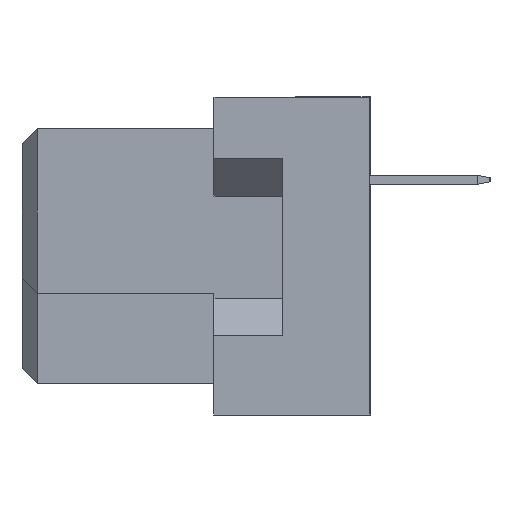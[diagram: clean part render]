
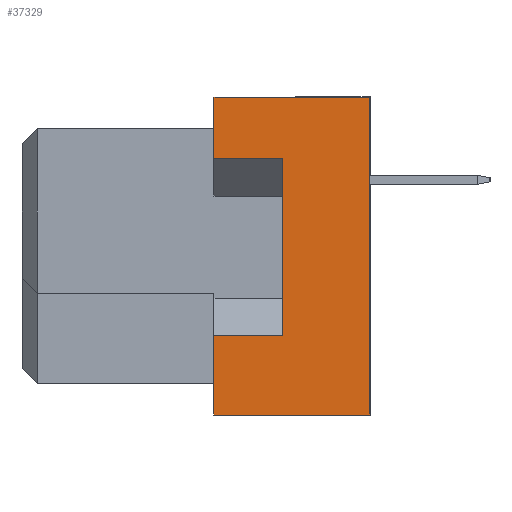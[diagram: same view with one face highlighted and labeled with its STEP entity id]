
A CAD part, left-side view. The second image highlights one B-rep face of the part: STEP entity #37329.
In plain terms, the highlighted planar face has unit normal (-1, 0, 0).
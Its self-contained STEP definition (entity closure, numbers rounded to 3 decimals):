
#532 = DIRECTION ( 'NONE',  ( -1., 0., 0. ) ) ;
#597 = VERTEX_POINT ( 'NONE', #32960 ) ;
#683 = ORIENTED_EDGE ( 'NONE', *, *, #30342, .T. ) ;
#1340 = VECTOR ( 'NONE', #27364, 1000. ) ;
#2885 = FACE_OUTER_BOUND ( 'NONE', #35069, .T. ) ;
#3664 = DIRECTION ( 'NONE',  ( 0., 0., 1. ) ) ;
#4094 = VECTOR ( 'NONE', #35452, 1000. ) ;
#4144 = CARTESIAN_POINT ( 'NONE',  ( -47.5, -8.7, -2.65 ) ) ;
#4290 = VERTEX_POINT ( 'NONE', #9890 ) ;
#4987 = VECTOR ( 'NONE', #19161, 1000. ) ;
#5430 = VECTOR ( 'NONE', #13581, 1000. ) ;
#5686 = CARTESIAN_POINT ( 'NONE',  ( -47.5, -11.6, -5.3 ) ) ;
#6291 = CARTESIAN_POINT ( 'NONE',  ( -47.5, -6.4, -5.3 ) ) ;
#6794 = CARTESIAN_POINT ( 'NONE',  ( -47.5, -8.7, -2.65 ) ) ;
#8463 = ORIENTED_EDGE ( 'NONE', *, *, #15006, .F. ) ;
#8699 = VECTOR ( 'NONE', #11248, 1000. ) ;
#8946 = PLANE ( 'NONE',  #23525 ) ;
#9872 = LINE ( 'NONE', #37282, #5430 ) ;
#9890 = CARTESIAN_POINT ( 'NONE',  ( -47.5, -8.7, 3.25 ) ) ;
#10532 = VECTOR ( 'NONE', #24119, 1000. ) ;
#10993 = ORIENTED_EDGE ( 'NONE', *, *, #18939, .F. ) ;
#11248 = DIRECTION ( 'NONE',  ( 0., 1., 0. ) ) ;
#11485 = ORIENTED_EDGE ( 'NONE', *, *, #29096, .F. ) ;
#12164 = CARTESIAN_POINT ( 'NONE',  ( -47.5, -6.4, -5.3 ) ) ;
#13109 = EDGE_CURVE ( 'NONE', #4290, #38006, #22530, .T. ) ;
#13244 = VERTEX_POINT ( 'NONE', #24611 ) ;
#13297 = ORIENTED_EDGE ( 'NONE', *, *, #28349, .T. ) ;
#13581 = DIRECTION ( 'NONE',  ( 0., 0., 1. ) ) ;
#13819 = VECTOR ( 'NONE', #36847, 1000. ) ;
#14052 = LINE ( 'NONE', #26006, #4987 ) ;
#14117 = LINE ( 'NONE', #5686, #4094 ) ;
#14166 = ORIENTED_EDGE ( 'NONE', *, *, #37853, .T. ) ;
#15006 = EDGE_CURVE ( 'NONE', #23723, #4290, #34719, .T. ) ;
#16569 = CARTESIAN_POINT ( 'NONE',  ( -47.5, -11.6, 5.3 ) ) ;
#18939 = EDGE_CURVE ( 'NONE', #597, #35303, #14117, .T. ) ;
#19161 = DIRECTION ( 'NONE',  ( 0., 0., 1. ) ) ;
#20454 = CARTESIAN_POINT ( 'NONE',  ( -47.5, -11.6, 5.3 ) ) ;
#21097 = CARTESIAN_POINT ( 'NONE',  ( -47.5, -11.6, 5.3 ) ) ;
#21776 = LINE ( 'NONE', #33714, #13819 ) ;
#22530 = LINE ( 'NONE', #35045, #25650 ) ;
#22661 = VERTEX_POINT ( 'NONE', #16569 ) ;
#23525 = AXIS2_PLACEMENT_3D ( 'NONE', #21097, #532, #3664 ) ;
#23723 = VERTEX_POINT ( 'NONE', #4144 ) ;
#24119 = DIRECTION ( 'NONE',  ( 0., 0., 1. ) ) ;
#24611 = CARTESIAN_POINT ( 'NONE',  ( -47.5, -6.4, -2.65 ) ) ;
#25650 = VECTOR ( 'NONE', #26050, 1000. ) ;
#26006 = CARTESIAN_POINT ( 'NONE',  ( -47.5, -6.4, -5.3 ) ) ;
#26050 = DIRECTION ( 'NONE',  ( 0., 1., 0. ) ) ;
#27212 = EDGE_CURVE ( 'NONE', #38006, #31021, #29994, .T. ) ;
#27364 = DIRECTION ( 'NONE',  ( 0., 0., 1. ) ) ;
#27441 = CARTESIAN_POINT ( 'NONE',  ( -47.5, -6.4, 5.3 ) ) ;
#28349 = EDGE_CURVE ( 'NONE', #22661, #31021, #28888, .T. ) ;
#28888 = LINE ( 'NONE', #20454, #8699 ) ;
#29096 = EDGE_CURVE ( 'NONE', #35303, #13244, #14052, .T. ) ;
#29994 = LINE ( 'NONE', #12164, #10532 ) ;
#30342 = EDGE_CURVE ( 'NONE', #23723, #13244, #21776, .T. ) ;
#31021 = VERTEX_POINT ( 'NONE', #27441 ) ;
#32514 = ORIENTED_EDGE ( 'NONE', *, *, #13109, .F. ) ;
#32960 = CARTESIAN_POINT ( 'NONE',  ( -47.5, -11.6, -5.3 ) ) ;
#33714 = CARTESIAN_POINT ( 'NONE',  ( -47.5, -8.7, -2.65 ) ) ;
#34331 = ORIENTED_EDGE ( 'NONE', *, *, #27212, .F. ) ;
#34719 = LINE ( 'NONE', #6794, #1340 ) ;
#35045 = CARTESIAN_POINT ( 'NONE',  ( -47.5, -8.7, 3.25 ) ) ;
#35069 = EDGE_LOOP ( 'NONE', ( #683, #11485, #10993, #14166, #13297, #34331, #32514, #8463 ) ) ;
#35303 = VERTEX_POINT ( 'NONE', #6291 ) ;
#35452 = DIRECTION ( 'NONE',  ( 0., 1., 0. ) ) ;
#36847 = DIRECTION ( 'NONE',  ( 0., 1., 0. ) ) ;
#37282 = CARTESIAN_POINT ( 'NONE',  ( -47.5, -11.6, 5.3 ) ) ;
#37329 = ADVANCED_FACE ( 'NONE', ( #2885 ), #8946, .T. ) ;
#37475 = CARTESIAN_POINT ( 'NONE',  ( -47.5, -6.4, 3.25 ) ) ;
#37853 = EDGE_CURVE ( 'NONE', #597, #22661, #9872, .T. ) ;
#38006 = VERTEX_POINT ( 'NONE', #37475 ) ;
